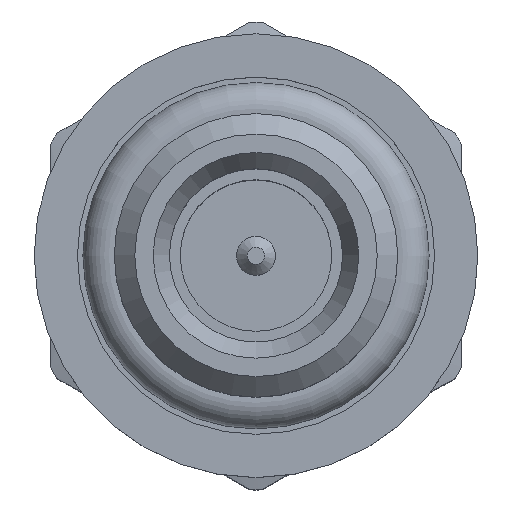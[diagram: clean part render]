
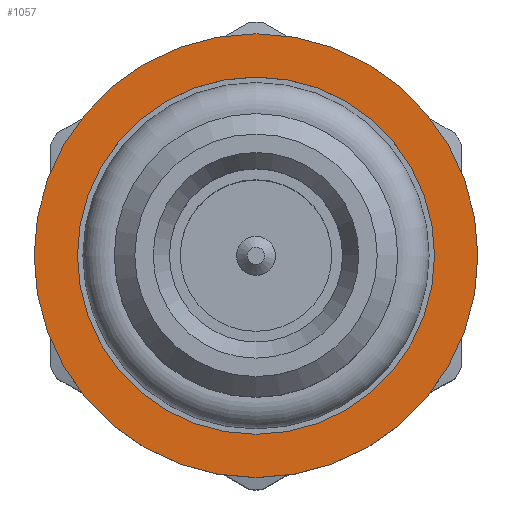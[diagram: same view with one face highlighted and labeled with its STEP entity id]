
A CAD part, top view. The second image highlights one B-rep face of the part: STEP entity #1057.
In plain terms, the highlighted planar face has unit normal (0, 0, 1).
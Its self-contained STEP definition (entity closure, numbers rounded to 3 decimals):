
#243=FACE_BOUND('',#329,.T.);
#255=FACE_OUTER_BOUND('',#328,.T.);
#328=EDGE_LOOP('',(#753));
#329=EDGE_LOOP('',(#754));
#412=CIRCLE('',#1158,8.25);
#413=CIRCLE('',#1160,10.25);
#500=VERTEX_POINT('',#1691);
#501=VERTEX_POINT('',#1695);
#595=EDGE_CURVE('',#500,#500,#412,.T.);
#596=EDGE_CURVE('',#501,#501,#413,.T.);
#753=ORIENTED_EDGE('',*,*,#596,.F.);
#754=ORIENTED_EDGE('',*,*,#595,.T.);
#1037=PLANE('',#1159);
#1057=ADVANCED_FACE('',(#255,#243),#1037,.T.);
#1158=AXIS2_PLACEMENT_3D('',#1693,#1341,#1342);
#1159=AXIS2_PLACEMENT_3D('',#1694,#1343,#1344);
#1160=AXIS2_PLACEMENT_3D('',#1696,#1345,#1346);
#1341=DIRECTION('center_axis',(0.,0.,
-1.));
#1342=DIRECTION('ref_axis',(-1.,0.,0.));
#1343=DIRECTION('center_axis',(0.,0.,
1.));
#1344=DIRECTION('ref_axis',(1.,0.,0.));
#1345=DIRECTION('center_axis',(0.,0.,
-1.));
#1346=DIRECTION('ref_axis',(-1.,0.,0.));
#1691=CARTESIAN_POINT('',(0.,-8.25,12.9));
#1693=CARTESIAN_POINT('Origin',(0.,0.,
12.9));
#1694=CARTESIAN_POINT('Origin',(0.,10.25,12.9));
#1695=CARTESIAN_POINT('',(0.,-10.25,12.9));
#1696=CARTESIAN_POINT('Origin',(0.,0.,
12.9));
